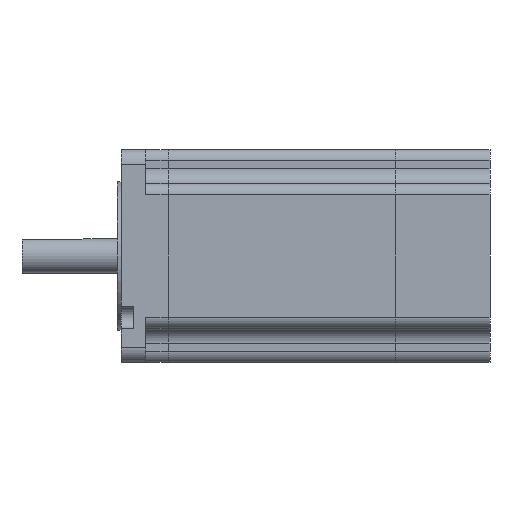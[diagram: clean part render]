
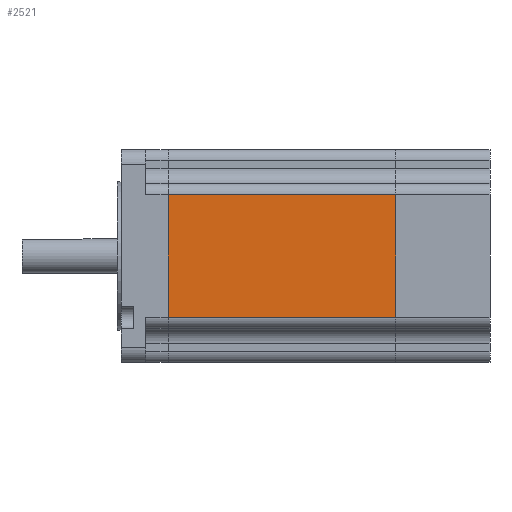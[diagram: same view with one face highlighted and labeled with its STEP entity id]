
A CAD part, left-side view. The second image highlights one B-rep face of the part: STEP entity #2521.
In plain terms, the highlighted planar face has unit normal (-1, 0, 0).
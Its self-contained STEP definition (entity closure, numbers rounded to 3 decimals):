
#12 = EDGE_CURVE ( 'NONE', #2034, #3532, #5421, .T. ) ;
#106 = AXIS2_PLACEMENT_3D ( 'NONE', #771, #2526, #4247 ) ;
#112 = CARTESIAN_POINT ( 'NONE',  ( 0., 0., -67.8 ) ) ;
#229 = CARTESIAN_POINT ( 'NONE',  ( 0., 92., -67.8 ) ) ;
#237 = VECTOR ( 'NONE', #3269, 1000. ) ;
#301 = DIRECTION ( 'NONE',  ( 0., -1., 0. ) ) ;
#454 = CARTESIAN_POINT ( 'NONE',  ( 0., 92., -67.8 ) ) ;
#550 = ORIENTED_EDGE ( 'NONE', *, *, #4204, .T. ) ;
#771 = CARTESIAN_POINT ( 'NONE',  ( 0., 92., -67.8 ) ) ;
#1399 = CARTESIAN_POINT ( 'NONE',  ( 0., 0., -67.8 ) ) ;
#1420 = ORIENTED_EDGE ( 'NONE', *, *, #5571, .T. ) ;
#1519 = CARTESIAN_POINT ( 'NONE',  ( 0., 92., -67.8 ) ) ;
#1792 = VECTOR ( 'NONE', #301, 1000. ) ;
#1841 = CARTESIAN_POINT ( 'NONE',  ( 0., 92., -18.2 ) ) ;
#2034 = VERTEX_POINT ( 'NONE', #229 ) ;
#2131 = EDGE_LOOP ( 'NONE', ( #550, #4853, #4996, #1420 ) ) ;
#2216 = DIRECTION ( 'NONE',  ( 0., -1., 0. ) ) ;
#2257 = CARTESIAN_POINT ( 'NONE',  ( 0., 0., -18.2 ) ) ;
#2499 = LINE ( 'NONE', #4220, #1792 ) ;
#2521 = ADVANCED_FACE ( 'NONE', ( #2960 ), #4675, .F. ) ;
#2526 = DIRECTION ( 'NONE',  ( 1., 0., 0. ) ) ;
#2960 = FACE_OUTER_BOUND ( 'NONE', #2131, .T. ) ;
#3148 = DIRECTION ( 'NONE',  ( 0., 0., 1. ) ) ;
#3269 = DIRECTION ( 'NONE',  ( 0., 0., 1. ) ) ;
#3458 = VECTOR ( 'NONE', #2216, 1000. ) ;
#3532 = VERTEX_POINT ( 'NONE', #1841 ) ;
#4048 = VECTOR ( 'NONE', #3148, 1000. ) ;
#4186 = VERTEX_POINT ( 'NONE', #2257 ) ;
#4204 = EDGE_CURVE ( 'NONE', #5614, #4186, #5295, .T. ) ;
#4220 = CARTESIAN_POINT ( 'NONE',  ( 0., 92., -18.2 ) ) ;
#4247 = DIRECTION ( 'NONE',  ( 0., 0., -1. ) ) ;
#4361 = LINE ( 'NONE', #454, #3458 ) ;
#4675 = PLANE ( 'NONE',  #106 ) ;
#4843 = EDGE_CURVE ( 'NONE', #3532, #4186, #2499, .T. ) ;
#4853 = ORIENTED_EDGE ( 'NONE', *, *, #4843, .F. ) ;
#4996 = ORIENTED_EDGE ( 'NONE', *, *, #12, .F. ) ;
#5295 = LINE ( 'NONE', #1399, #4048 ) ;
#5421 = LINE ( 'NONE', #1519, #237 ) ;
#5571 = EDGE_CURVE ( 'NONE', #2034, #5614, #4361, .T. ) ;
#5614 = VERTEX_POINT ( 'NONE', #112 ) ;
